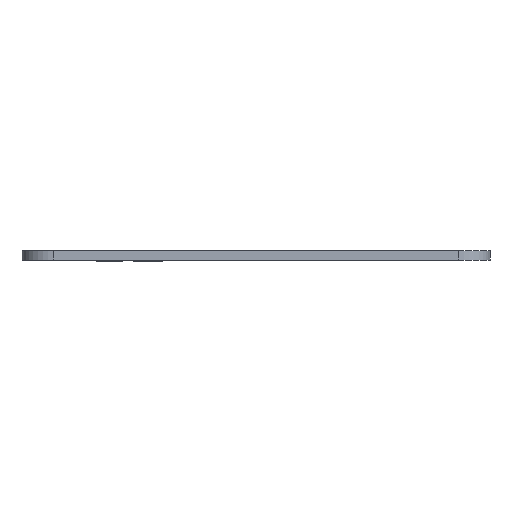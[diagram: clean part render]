
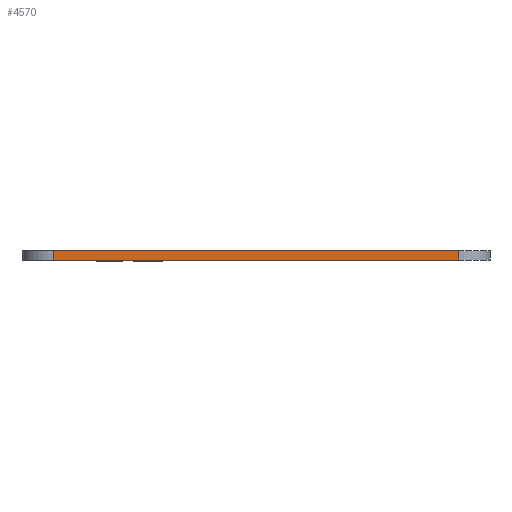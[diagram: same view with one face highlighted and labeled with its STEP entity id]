
A CAD part, left-side view. The second image highlights one B-rep face of the part: STEP entity #4570.
In plain terms, the highlighted planar face has unit normal (-1, 0, 0).
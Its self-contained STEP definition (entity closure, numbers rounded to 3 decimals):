
#165=PLANE('',#4693);
#389=FACE_OUTER_BOUND('',#655,.T.);
#655=EDGE_LOOP('',(#3994,#3995,#3996,#3997));
#730=LINE('',#5862,#1068);
#980=LINE('',#9193,#1318);
#981=LINE('',#9196,#1319);
#982=LINE('',#9197,#1320);
#1068=VECTOR('',#4796,10.);
#1318=VECTOR('',#5186,10.);
#1319=VECTOR('',#5189,10.);
#1320=VECTOR('',#5190,10.);
#1733=VERTEX_POINT('',#5859);
#1734=VERTEX_POINT('',#5861);
#2104=VERTEX_POINT('',#9189);
#2106=VERTEX_POINT('',#9195);
#2213=EDGE_CURVE('',#1734,#1733,#730,.T.);
#2751=EDGE_CURVE('',#1734,#2104,#980,.T.);
#2752=EDGE_CURVE('',#2106,#1733,#981,.T.);
#2753=EDGE_CURVE('',#2104,#2106,#982,.T.);
#3994=ORIENTED_EDGE('',*,*,#2751,.F.);
#3995=ORIENTED_EDGE('',*,*,#2213,.T.);
#3996=ORIENTED_EDGE('',*,*,#2752,.F.);
#3997=ORIENTED_EDGE('',*,*,#2753,.F.);
#4570=ADVANCED_FACE('',(#389),#165,.T.);
#4693=AXIS2_PLACEMENT_3D('',#9194,#5187,#5188);
#4796=DIRECTION('',(0.,-1.,0.));
#5186=DIRECTION('',(0.,0.,1.));
#5187=DIRECTION('center_axis',(-1.,0.,0.));
#5188=DIRECTION('ref_axis',(0.,-1.,0.));
#5189=DIRECTION('',(0.,0.,-1.));
#5190=DIRECTION('',(0.,-1.,0.));
#5859=CARTESIAN_POINT('',(-23.67,-80.73,0.));
#5861=CARTESIAN_POINT('',(-23.67,-16.43,0.));
#5862=CARTESIAN_POINT('',(-23.67,-11.43,0.));
#9189=CARTESIAN_POINT('',(-23.67,-16.43,1.5));
#9193=CARTESIAN_POINT('',(-23.67,-16.43,0.));
#9194=CARTESIAN_POINT('Origin',(-23.67,-11.43,0.));
#9195=CARTESIAN_POINT('',(-23.67,-80.73,1.5));
#9196=CARTESIAN_POINT('',(-23.67,-80.73,0.));
#9197=CARTESIAN_POINT('',(-23.67,-11.43,1.5));
